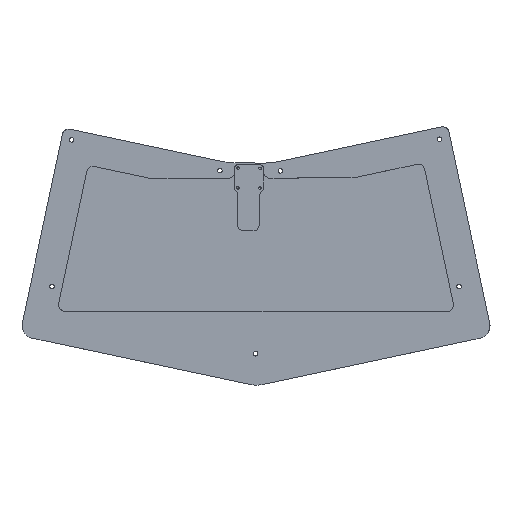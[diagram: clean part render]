
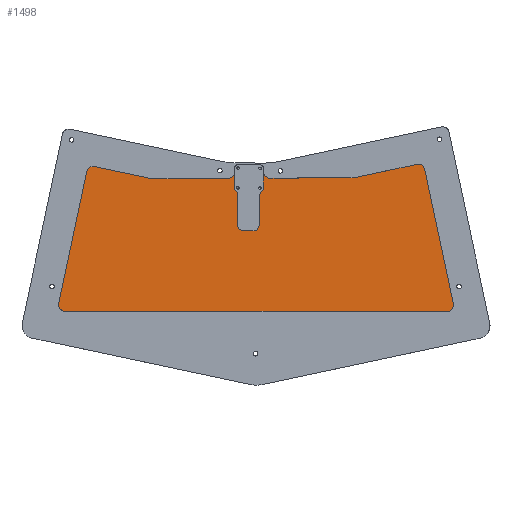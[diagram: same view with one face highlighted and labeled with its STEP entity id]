
A CAD part, top view. The second image highlights one B-rep face of the part: STEP entity #1498.
In plain terms, the highlighted planar face has unit normal (0, 0, 1).
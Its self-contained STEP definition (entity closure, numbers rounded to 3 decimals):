
#94=LINE('',#2838,#218);
#118=LINE('',#2940,#242);
#123=LINE('',#2955,#247);
#130=LINE('',#2985,#254);
#133=LINE('',#2994,#257);
#134=LINE('',#2999,#258);
#135=LINE('',#3003,#259);
#136=LINE('',#3007,#260);
#137=LINE('',#3011,#261);
#138=LINE('',#3015,#262);
#139=LINE('',#3019,#263);
#140=LINE('',#3022,#264);
#218=VECTOR('',#1827,10.);
#242=VECTOR('',#1881,10.);
#247=VECTOR('',#1894,10.);
#254=VECTOR('',#1923,10.);
#257=VECTOR('',#1936,10.);
#258=VECTOR('',#1941,10.);
#259=VECTOR('',#1944,10.);
#260=VECTOR('',#1947,10.);
#261=VECTOR('',#1950,10.);
#262=VECTOR('',#1953,10.);
#263=VECTOR('',#1956,10.);
#264=VECTOR('',#1959,10.);
#377=CIRCLE('',#1597,4.);
#389=CIRCLE('',#1612,4.);
#391=CIRCLE('',#1616,4.);
#393=CIRCLE('',#1620,4.);
#400=CIRCLE('',#1630,4.);
#401=CIRCLE('',#1632,2.25);
#402=CIRCLE('',#1634,4.);
#403=CIRCLE('',#1635,2.25);
#404=CIRCLE('',#1636,20.);
#405=CIRCLE('',#1637,4.);
#406=CIRCLE('',#1638,4.);
#407=CIRCLE('',#1639,4.);
#408=CIRCLE('',#1640,4.);
#409=CIRCLE('',#1641,20.);
#455=FACE_OUTER_BOUND('',#558,.T.);
#558=EDGE_LOOP('',(#1191,#1192,#1193,#1194,#1195,#1196,#1197,#1198,#1199,
#1200,#1201,#1202,#1203,#1204,#1205,#1206,#1207,#1208,#1209,#1210,#1211,
#1212,#1213,#1214,#1215,#1216));
#672=VERTEX_POINT('',#2831);
#673=VERTEX_POINT('',#2833);
#674=VERTEX_POINT('',#2837);
#709=VERTEX_POINT('',#2932);
#710=VERTEX_POINT('',#2934);
#711=VERTEX_POINT('',#2938);
#714=VERTEX_POINT('',#2945);
#715=VERTEX_POINT('',#2947);
#717=VERTEX_POINT('',#2953);
#720=VERTEX_POINT('',#2960);
#721=VERTEX_POINT('',#2962);
#729=VERTEX_POINT('',#2984);
#730=VERTEX_POINT('',#2988);
#731=VERTEX_POINT('',#2995);
#732=VERTEX_POINT('',#2997);
#733=VERTEX_POINT('',#3000);
#734=VERTEX_POINT('',#3002);
#735=VERTEX_POINT('',#3004);
#736=VERTEX_POINT('',#3006);
#737=VERTEX_POINT('',#3008);
#738=VERTEX_POINT('',#3010);
#739=VERTEX_POINT('',#3012);
#740=VERTEX_POINT('',#3014);
#741=VERTEX_POINT('',#3016);
#742=VERTEX_POINT('',#3018);
#743=VERTEX_POINT('',#3020);
#836=EDGE_CURVE('',#672,#673,#377,.F.);
#838=EDGE_CURVE('',#674,#672,#94,.T.);
#876=EDGE_CURVE('',#709,#710,#389,.F.);
#879=EDGE_CURVE('',#711,#709,#118,.T.);
#882=EDGE_CURVE('',#714,#715,#391,.T.);
#886=EDGE_CURVE('',#717,#714,#123,.T.);
#889=EDGE_CURVE('',#720,#721,#393,.T.);
#901=EDGE_CURVE('',#721,#729,#130,.T.);
#903=EDGE_CURVE('',#729,#730,#400,.T.);
#905=EDGE_CURVE('',#730,#674,#401,.T.);
#906=EDGE_CURVE('',#715,#720,#133,.T.);
#907=EDGE_CURVE('',#731,#717,#402,.T.);
#908=EDGE_CURVE('',#732,#731,#403,.T.);
#909=EDGE_CURVE('',#710,#732,#134,.T.);
#910=EDGE_CURVE('',#733,#711,#404,.F.);
#911=EDGE_CURVE('',#734,#733,#135,.T.);
#912=EDGE_CURVE('',#734,#735,#405,.T.);
#913=EDGE_CURVE('',#736,#735,#136,.T.);
#914=EDGE_CURVE('',#736,#737,#406,.T.);
#915=EDGE_CURVE('',#738,#737,#137,.T.);
#916=EDGE_CURVE('',#738,#739,#407,.T.);
#917=EDGE_CURVE('',#740,#739,#138,.T.);
#918=EDGE_CURVE('',#740,#741,#408,.T.);
#919=EDGE_CURVE('',#742,#741,#139,.T.);
#920=EDGE_CURVE('',#743,#742,#409,.F.);
#921=EDGE_CURVE('',#673,#743,#140,.T.);
#1191=ORIENTED_EDGE('',*,*,#903,.F.);
#1192=ORIENTED_EDGE('',*,*,#901,.F.);
#1193=ORIENTED_EDGE('',*,*,#889,.F.);
#1194=ORIENTED_EDGE('',*,*,#906,.F.);
#1195=ORIENTED_EDGE('',*,*,#882,.F.);
#1196=ORIENTED_EDGE('',*,*,#886,.F.);
#1197=ORIENTED_EDGE('',*,*,#907,.F.);
#1198=ORIENTED_EDGE('',*,*,#908,.F.);
#1199=ORIENTED_EDGE('',*,*,#909,.F.);
#1200=ORIENTED_EDGE('',*,*,#876,.F.);
#1201=ORIENTED_EDGE('',*,*,#879,.F.);
#1202=ORIENTED_EDGE('',*,*,#910,.F.);
#1203=ORIENTED_EDGE('',*,*,#911,.F.);
#1204=ORIENTED_EDGE('',*,*,#912,.T.);
#1205=ORIENTED_EDGE('',*,*,#913,.F.);
#1206=ORIENTED_EDGE('',*,*,#914,.T.);
#1207=ORIENTED_EDGE('',*,*,#915,.F.);
#1208=ORIENTED_EDGE('',*,*,#916,.T.);
#1209=ORIENTED_EDGE('',*,*,#917,.F.);
#1210=ORIENTED_EDGE('',*,*,#918,.T.);
#1211=ORIENTED_EDGE('',*,*,#919,.F.);
#1212=ORIENTED_EDGE('',*,*,#920,.F.);
#1213=ORIENTED_EDGE('',*,*,#921,.F.);
#1214=ORIENTED_EDGE('',*,*,#836,.F.);
#1215=ORIENTED_EDGE('',*,*,#838,.F.);
#1216=ORIENTED_EDGE('',*,*,#905,.F.);
#1435=PLANE('',#1633);
#1498=ADVANCED_FACE('',(#455),#1435,.F.);
#1597=AXIS2_PLACEMENT_3D('',#2834,#1822,#1823);
#1612=AXIS2_PLACEMENT_3D('',#2935,#1875,#1876);
#1616=AXIS2_PLACEMENT_3D('',#2948,#1887,#1888);
#1620=AXIS2_PLACEMENT_3D('',#2963,#1900,#1901);
#1630=AXIS2_PLACEMENT_3D('',#2989,#1927,#1928);
#1632=AXIS2_PLACEMENT_3D('',#2992,#1932,#1933);
#1633=AXIS2_PLACEMENT_3D('',#2993,#1934,#1935);
#1634=AXIS2_PLACEMENT_3D('',#2996,#1937,#1938);
#1635=AXIS2_PLACEMENT_3D('',#2998,#1939,#1940);
#1636=AXIS2_PLACEMENT_3D('',#3001,#1942,#1943);
#1637=AXIS2_PLACEMENT_3D('',#3005,#1945,#1946);
#1638=AXIS2_PLACEMENT_3D('',#3009,#1948,#1949);
#1639=AXIS2_PLACEMENT_3D('',#3013,#1951,#1952);
#1640=AXIS2_PLACEMENT_3D('',#3017,#1954,#1955);
#1641=AXIS2_PLACEMENT_3D('',#3021,#1957,#1958);
#1822=DIRECTION('center_axis',(0.,0.,-1.));
#1823=DIRECTION('ref_axis',(-0.71,-0.704,0.));
#1827=DIRECTION('',(0.014,1.,0.));
#1875=DIRECTION('center_axis',(0.,0.,-1.));
#1876=DIRECTION('ref_axis',(0.704,-0.71,0.));
#1881=DIRECTION('',(1.,0.005,0.));
#1887=DIRECTION('center_axis',(0.,0.,1.));
#1888=DIRECTION('ref_axis',(-0.717,-0.697,0.));
#1894=DIRECTION('',(-0.014,-1.,0.));
#1900=DIRECTION('center_axis',(0.,0.,1.));
#1901=DIRECTION('ref_axis',(0.697,-0.717,0.));
#1923=DIRECTION('',(0.014,1.,0.));
#1927=DIRECTION('center_axis',(0.,0.,-1.));
#1928=DIRECTION('ref_axis',(-0.9,0.437,0.));
#1932=DIRECTION('center_axis',(0.,0.,1.));
#1933=DIRECTION('ref_axis',(1.,-0.014,0.));
#1934=DIRECTION('center_axis',(0.,0.,-1.));
#1935=DIRECTION('ref_axis',(-1.,0.,0.));
#1936=DIRECTION('',(1.,-0.014,0.));
#1937=DIRECTION('center_axis',(0.,0.,-1.));
#1938=DIRECTION('ref_axis',(0.911,0.412,0.));
#1939=DIRECTION('center_axis',(0.,0.,1.));
#1940=DIRECTION('ref_axis',(-0.014,-1.,0.));
#1941=DIRECTION('',(-0.014,-1.,0.));
#1942=DIRECTION('center_axis',(0.,0.,-1.));
#1943=DIRECTION('ref_axis',(-0.102,-0.995,0.));
#1944=DIRECTION('',(0.978,-0.208,0.));
#1945=DIRECTION('center_axis',(0.,0.,1.));
#1946=DIRECTION('ref_axis',(-0.545,0.839,0.));
#1947=DIRECTION('',(0.208,0.978,0.));
#1948=DIRECTION('center_axis',(0.,0.,1.));
#1949=DIRECTION('ref_axis',(-0.777,-0.629,0.));
#1950=DIRECTION('',(-1.,0.,0.));
#1951=DIRECTION('center_axis',(0.,0.,1.));
#1952=DIRECTION('ref_axis',(0.777,-0.629,0.));
#1953=DIRECTION('',(0.208,-0.978,0.));
#1954=DIRECTION('center_axis',(0.,0.,1.));
#1955=DIRECTION('ref_axis',(0.545,0.839,0.));
#1956=DIRECTION('',(0.978,0.208,0.));
#1957=DIRECTION('center_axis',(0.,0.,-1.));
#1958=DIRECTION('ref_axis',(0.107,-0.994,0.));
#1959=DIRECTION('',(1.,0.005,0.));
#2831=CARTESIAN_POINT('',(5.127,45.235,-8.7));
#2833=CARTESIAN_POINT('',(9.146,41.179,-8.7));
#2834=CARTESIAN_POINT('Origin',(9.126,45.179,-8.7));
#2837=CARTESIAN_POINT('',(4.981,34.83,-8.7));
#2838=CARTESIAN_POINT('',(4.764,19.243,-8.7));
#2932=CARTESIAN_POINT('',(-17.358,41.048,-8.7));
#2934=CARTESIAN_POINT('',(-13.379,44.992,-8.7));
#2935=CARTESIAN_POINT('Origin',(-17.378,45.048,-8.7));
#2938=CARTESIAN_POINT('',(-63.813,40.817,-8.7));
#2940=CARTESIAN_POINT('',(-65.966,40.806,-8.7));
#2945=CARTESIAN_POINT('',(-11.592,11.809,-8.7));
#2947=CARTESIAN_POINT('',(-7.648,7.753,-8.7));
#2948=CARTESIAN_POINT('Origin',(-7.592,11.753,-8.7));
#2953=CARTESIAN_POINT('',(-11.334,30.255,-8.7));
#2955=CARTESIAN_POINT('',(-11.5,18.345,-8.7));
#2960=CARTESIAN_POINT('',(-1.649,7.67,-8.7));
#2962=CARTESIAN_POINT('',(2.407,11.613,-8.7));
#2963=CARTESIAN_POINT('Origin',(-1.593,11.669,-8.7));
#2984=CARTESIAN_POINT('',(2.665,30.059,-8.7));
#2985=CARTESIAN_POINT('',(2.498,18.149,-8.7));
#2988=CARTESIAN_POINT('',(4.147,33.112,-8.7));
#2989=CARTESIAN_POINT('Origin',(6.664,30.003,-8.7));
#2992=CARTESIAN_POINT('Origin',(2.732,34.861,-8.7));
#2993=CARTESIAN_POINT('Origin',(0.286,3.715,-8.7));
#2994=CARTESIAN_POINT('',(-5.653,7.726,-8.7));
#2995=CARTESIAN_POINT('',(-12.731,33.348,-8.7));
#2996=CARTESIAN_POINT('Origin',(-15.334,30.311,-8.7));
#2997=CARTESIAN_POINT('',(-13.517,35.088,-8.7));
#2998=CARTESIAN_POINT('Origin',(-11.267,35.057,-8.7));
#2999=CARTESIAN_POINT('',(-13.647,25.751,-8.7));
#3000=CARTESIAN_POINT('',(-68.071,41.254,-8.7));
#3001=CARTESIAN_POINT('Origin',(-63.913,60.817,-8.7));
#3002=CARTESIAN_POINT('',(-102.338,48.538,-8.7));
#3003=CARTESIAN_POINT('',(-25.68,32.243,-8.7));
#3004=CARTESIAN_POINT('',(-107.083,45.457,-8.7));
#3005=CARTESIAN_POINT('Origin',(-103.17,44.625,-8.7));
#3006=CARTESIAN_POINT('',(-124.913,-38.43,-8.7));
#3007=CARTESIAN_POINT('',(-106.251,49.369,-8.7));
#3008=CARTESIAN_POINT('',(-121.002,-43.262,-8.7));
#3009=CARTESIAN_POINT('Origin',(-121.001,-39.262,-8.7));
#3010=CARTESIAN_POINT('',(121.571,-43.351,-8.7));
#3011=CARTESIAN_POINT('',(-125.94,-43.26,-8.7));
#3012=CARTESIAN_POINT('',(125.485,-38.519,-8.7));
#3013=CARTESIAN_POINT('Origin',(121.572,-39.351,-8.7));
#3014=CARTESIAN_POINT('',(107.334,46.871,-8.7));
#3015=CARTESIAN_POINT('',(126.512,-43.353,-8.7));
#3016=CARTESIAN_POINT('',(102.59,49.952,-8.7));
#3017=CARTESIAN_POINT('Origin',(103.422,46.039,-8.7));
#3018=CARTESIAN_POINT('',(64.575,41.871,-8.7));
#3019=CARTESIAN_POINT('',(106.503,50.784,-8.7));
#3020=CARTESIAN_POINT('',(60.516,41.435,-8.7));
#3021=CARTESIAN_POINT('Origin',(60.416,61.434,-8.7));
#3022=CARTESIAN_POINT('',(-65.966,40.806,-8.7));
